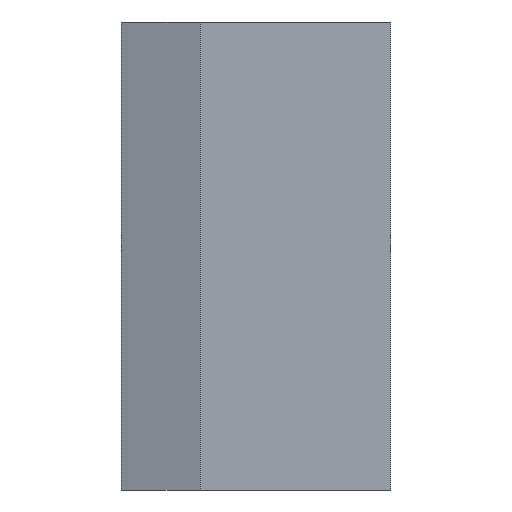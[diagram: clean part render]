
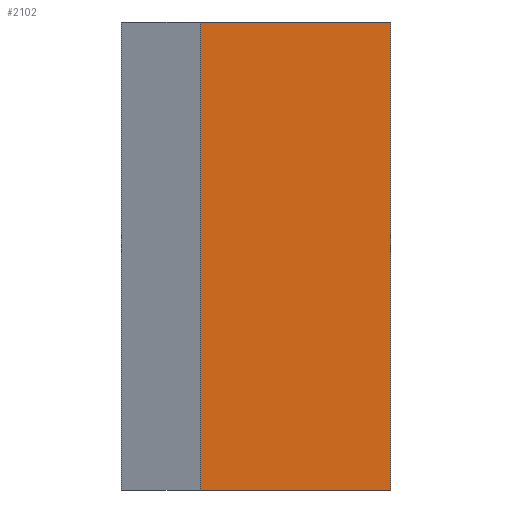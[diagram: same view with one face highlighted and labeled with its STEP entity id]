
A CAD part, left-side view. The second image highlights one B-rep face of the part: STEP entity #2102.
In plain terms, the highlighted planar face has unit normal (-1, 0, 0).
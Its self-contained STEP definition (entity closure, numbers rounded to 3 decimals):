
#74 = CARTESIAN_POINT ( 'NONE',  ( 0., 0., -20. ) ) ;
#162 = DIRECTION ( 'NONE',  ( 0., -1., 0. ) ) ;
#223 = VECTOR ( 'NONE', #4283, 1000. ) ;
#335 = VERTEX_POINT ( 'NONE', #4198 ) ;
#687 = CARTESIAN_POINT ( 'NONE',  ( 0., 8.125, 0. ) ) ;
#817 = DIRECTION ( 'NONE',  ( 0., 0., 1. ) ) ;
#982 = VECTOR ( 'NONE', #162, 1000. ) ;
#1484 = PLANE ( 'NONE',  #2118 ) ;
#1854 = EDGE_CURVE ( 'NONE', #3191, #335, #3206, .T. ) ;
#1880 = CARTESIAN_POINT ( 'NONE',  ( 0., 0., -20. ) ) ;
#1939 = VECTOR ( 'NONE', #3529, 1000. ) ;
#2102 = ADVANCED_FACE ( 'NONE', ( #4201 ), #1484, .T. ) ;
#2118 = AXIS2_PLACEMENT_3D ( 'NONE', #1880, #4231, #817 ) ;
#2274 = ORIENTED_EDGE ( 'NONE', *, *, #3902, .F. ) ;
#2308 = VERTEX_POINT ( 'NONE', #687 ) ;
#2699 = ORIENTED_EDGE ( 'NONE', *, *, #3013, .F. ) ;
#2879 = CARTESIAN_POINT ( 'NONE',  ( 0., 0., -20. ) ) ;
#3013 = EDGE_CURVE ( 'NONE', #2308, #335, #3130, .T. ) ;
#3130 = LINE ( 'NONE', #3821, #982 ) ;
#3137 = LINE ( 'NONE', #74, #1939 ) ;
#3191 = VERTEX_POINT ( 'NONE', #3690 ) ;
#3198 = ORIENTED_EDGE ( 'NONE', *, *, #3838, .T. ) ;
#3206 = LINE ( 'NONE', #2879, #4347 ) ;
#3370 = VERTEX_POINT ( 'NONE', #3485 ) ;
#3485 = CARTESIAN_POINT ( 'NONE',  ( 0., 8.125, -20. ) ) ;
#3529 = DIRECTION ( 'NONE',  ( 0., -1., 0. ) ) ;
#3577 = CARTESIAN_POINT ( 'NONE',  ( 0., 8.125, -20. ) ) ;
#3690 = CARTESIAN_POINT ( 'NONE',  ( 0., 0., -20. ) ) ;
#3821 = CARTESIAN_POINT ( 'NONE',  ( 0., 0., 0. ) ) ;
#3838 = EDGE_CURVE ( 'NONE', #3370, #3191, #3137, .T. ) ;
#3902 = EDGE_CURVE ( 'NONE', #3370, #2308, #4239, .T. ) ;
#4108 = EDGE_LOOP ( 'NONE', ( #2274, #3198, #4340, #2699 ) ) ;
#4198 = CARTESIAN_POINT ( 'NONE',  ( 0., 0., 0. ) ) ;
#4201 = FACE_OUTER_BOUND ( 'NONE', #4108, .T. ) ;
#4231 = DIRECTION ( 'NONE',  ( -1., 0., 0. ) ) ;
#4235 = DIRECTION ( 'NONE',  ( 0., 0., 1. ) ) ;
#4239 = LINE ( 'NONE', #3577, #223 ) ;
#4283 = DIRECTION ( 'NONE',  ( 0., 0., 1. ) ) ;
#4340 = ORIENTED_EDGE ( 'NONE', *, *, #1854, .T. ) ;
#4347 = VECTOR ( 'NONE', #4235, 1000. ) ;
